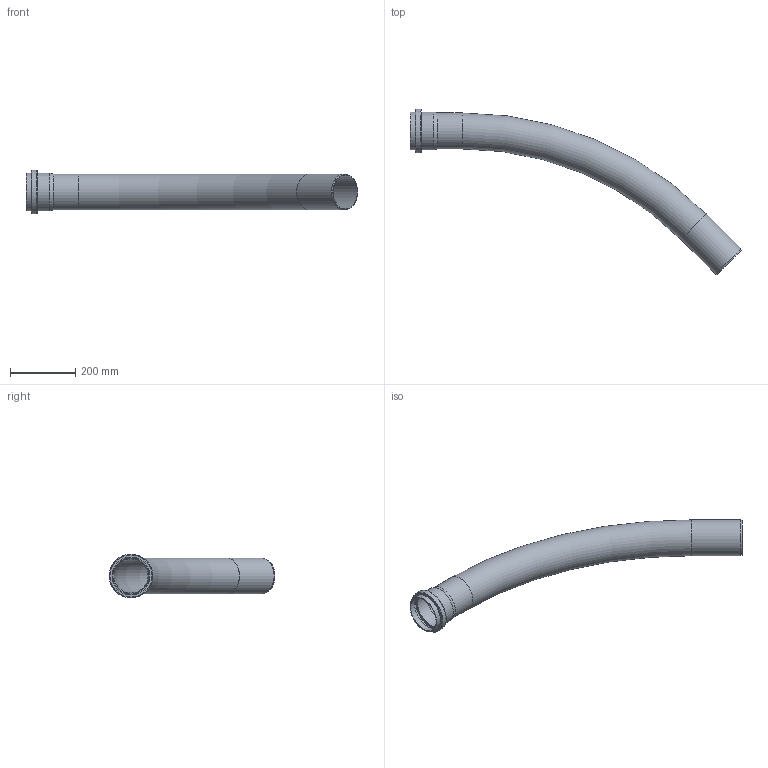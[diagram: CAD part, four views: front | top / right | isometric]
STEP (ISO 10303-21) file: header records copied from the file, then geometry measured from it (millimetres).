
FILE_DESCRIPTION(/* description */ (''),/* implementation_level */ '2;1');
FILE_NAME(/* name */ '730330z.stp',/* time_stamp */ '2023-08-23T12:35:20+02:00',/* author */ ('corinna'),/* organization */ (''),/* preprocessor_version */ 'ST-DEVELOPER v20',/* originating_system */ 'Autodesk Inventor 2024',/* authorisation */ '');
FILE_SCHEMA (('AUTOMOTIVE_DESIGN { 1 0 10303 214 3 1 1 }'));
Length unit declared in the file: millimetre
Products named in the file (1): PP-Bogenrohr_110x27_R1000_45_SM_34875_730330
Bounding box: 1013.65 x 507.44 x 134 mm (x, y, z)
Volume: 1024135.7 mm3; surface area: 760726.3 mm2
Topology: 1 solids, 1 shells, 23 faces, 45 edges, 28 vertices
Faces by surface type: cylinder 10, plane 6, torus 4, cone 3
Full cylindrical faces by diameter (mm): 104.6 x2, 110 x2, 110.4 x2, 115.8 x2, 128.6 x1, 134 x1
Entity records: 659 total; most frequent: DIRECTION 125, CARTESIAN_POINT 97, ORIENTED_EDGE 90, AXIS2_PLACEMENT_3D 56, EDGE_CURVE 45, CIRCLE 32, EDGE_LOOP 29, VERTEX_POINT 28
